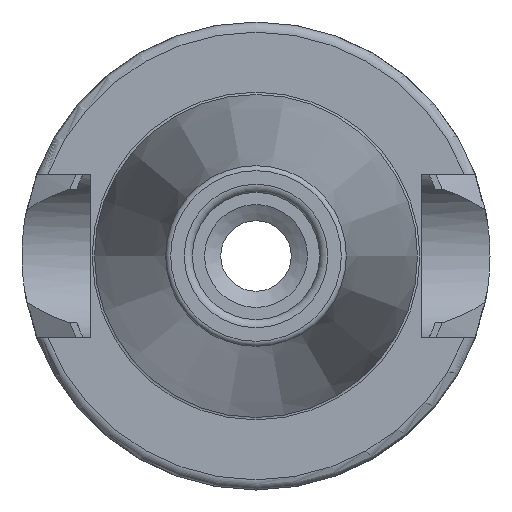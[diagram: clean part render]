
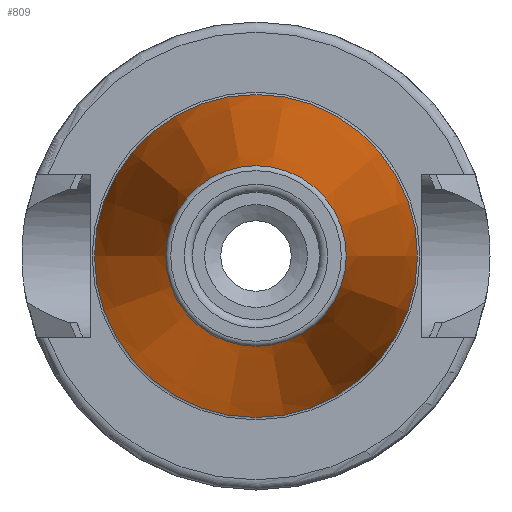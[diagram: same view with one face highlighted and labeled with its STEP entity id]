
A CAD part, left-side view. The second image highlights one B-rep face of the part: STEP entity #809.
In plain terms, the highlighted conical face has half-angle 8.297 degrees and reference radius 12.377 mm.
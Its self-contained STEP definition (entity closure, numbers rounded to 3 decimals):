
#43=CONICAL_SURFACE('',#920,12.377,0.145);
#89=LINE('',#1528,#128);
#128=VECTOR('',#1137,12.377);
#186=FACE_OUTER_BOUND('',#239,.T.);
#239=EDGE_LOOP('',(#680,#681,#682,#683,#684));
#295=CIRCLE('',#916,8.879);
#296=CIRCLE('',#917,8.879);
#299=CIRCLE('',#921,15.875);
#384=VERTEX_POINT('',#1518);
#385=VERTEX_POINT('',#1519);
#387=VERTEX_POINT('',#1526);
#489=EDGE_CURVE('',#384,#385,#295,.T.);
#490=EDGE_CURVE('',#385,#384,#296,.T.);
#493=EDGE_CURVE('',#387,#387,#299,.T.);
#494=EDGE_CURVE('',#387,#384,#89,.T.);
#680=ORIENTED_EDGE('',*,*,#493,.F.);
#681=ORIENTED_EDGE('',*,*,#494,.T.);
#682=ORIENTED_EDGE('',*,*,#489,.T.);
#683=ORIENTED_EDGE('',*,*,#490,.T.);
#684=ORIENTED_EDGE('',*,*,#494,.F.);
#809=ADVANCED_FACE('',(#186),#43,.T.);
#916=AXIS2_PLACEMENT_3D('',#1520,#1125,#1126);
#917=AXIS2_PLACEMENT_3D('',#1521,#1127,#1128);
#920=AXIS2_PLACEMENT_3D('',#1525,#1133,#1134);
#921=AXIS2_PLACEMENT_3D('',#1527,#1135,#1136);
#1125=DIRECTION('center_axis',(1.,0.,0.));
#1126=DIRECTION('ref_axis',(0.,0.,-1.));
#1127=DIRECTION('center_axis',(1.,0.,0.));
#1128=DIRECTION('ref_axis',(0.,0.,-1.));
#1133=DIRECTION('center_axis',(1.,0.,0.));
#1134=DIRECTION('ref_axis',(0.,1.,0.));
#1135=DIRECTION('center_axis',(1.,0.,0.));
#1136=DIRECTION('ref_axis',(0.,0.,-1.));
#1137=DIRECTION('',(-0.99,0.144,0.));
#1518=CARTESIAN_POINT('',(-47.972,-8.879,0.));
#1519=CARTESIAN_POINT('',(-47.972,0.,8.879));
#1520=CARTESIAN_POINT('Origin',(-47.972,0.,
0.));
#1521=CARTESIAN_POINT('Origin',(-47.972,0.,
0.));
#1525=CARTESIAN_POINT('Origin',(-23.986,0.,
0.));
#1526=CARTESIAN_POINT('',(0.,-15.875,0.));
#1527=CARTESIAN_POINT('Origin',(0.,0.,
0.));
#1528=CARTESIAN_POINT('',(-23.986,-12.377,0.));
